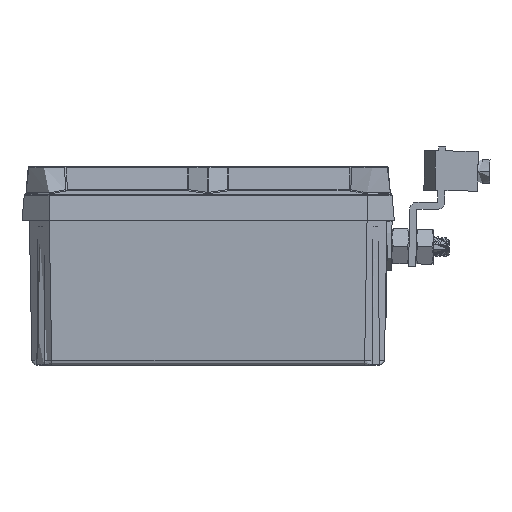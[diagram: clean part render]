
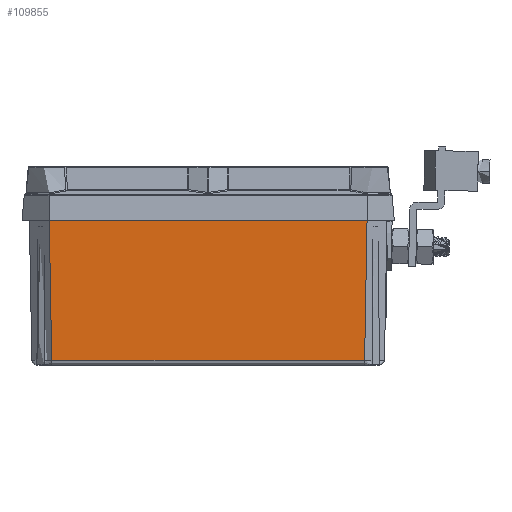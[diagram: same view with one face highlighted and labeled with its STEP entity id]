
A CAD part, left-side view. The second image highlights one B-rep face of the part: STEP entity #109855.
In plain terms, the highlighted planar face has unit normal (-1, 0, -0.018).
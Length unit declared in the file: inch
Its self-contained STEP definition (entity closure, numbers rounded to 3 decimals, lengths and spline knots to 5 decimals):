
#14308 = EDGE_LOOP ( 'NONE', ( #108415, #21699, #47937, #46584 ) ) ;
#17574 = VERTEX_POINT ( 'NONE', #200916 ) ;
#17914 = DIRECTION ( 'NONE',  ( -0.017, -0.017, 1. ) ) ;
#21699 = ORIENTED_EDGE ( 'NONE', *, *, #138441, .T. ) ;
#24465 = DIRECTION ( 'NONE',  ( -1., 0., -0.017 ) ) ;
#35398 = AXIS2_PLACEMENT_3D ( 'NONE', #124715, #24465, #248442 ) ;
#40525 = EDGE_CURVE ( 'NONE', #17574, #203786, #92280, .T. ) ;
#46584 = ORIENTED_EDGE ( 'NONE', *, *, #40525, .T. ) ;
#47937 = ORIENTED_EDGE ( 'NONE', *, *, #108817, .T. ) ;
#53712 = VECTOR ( 'NONE', #85935, 39.37008 ) ;
#62056 = VECTOR ( 'NONE', #83560, 39.37008 ) ;
#78715 = CARTESIAN_POINT ( 'NONE',  ( -0.03499, 0.21498, 2.00436 ) ) ;
#83560 = DIRECTION ( 'NONE',  ( 0.017, -0.017, -1. ) ) ;
#85375 = VERTEX_POINT ( 'NONE', #204491 ) ;
#85935 = DIRECTION ( 'NONE',  ( 0., 1., 0. ) ) ;
#86506 = CARTESIAN_POINT ( 'NONE',  ( -0.00107, 0., 0.06141 ) ) ;
#90955 = VECTOR ( 'NONE', #229958, 39.37008 ) ;
#92280 = LINE ( 'NONE', #206032, #53712 ) ;
#99786 = FACE_OUTER_BOUND ( 'NONE', #14308, .T. ) ;
#104099 = PLANE ( 'NONE',  #35398 ) ;
#108282 = CARTESIAN_POINT ( 'NONE',  ( -0.00107, 0.24889, 0.06141 ) ) ;
#108415 = ORIENTED_EDGE ( 'NONE', *, *, #255056, .T. ) ;
#108817 = EDGE_CURVE ( 'NONE', #159100, #17574, #225527, .T. ) ;
#109855 = ADVANCED_FACE ( 'NONE', ( #99786 ), #104099, .T. ) ;
#119521 = VECTOR ( 'NONE', #17914, 39.37008 ) ;
#124715 = CARTESIAN_POINT ( 'NONE',  ( 0., 0., 0. ) ) ;
#138441 = EDGE_CURVE ( 'NONE', #85375, #159100, #145513, .T. ) ;
#145513 = LINE ( 'NONE', #86506, #90955 ) ;
#155201 = CARTESIAN_POINT ( 'NONE',  ( -0.03491, 4.21995, 2. ) ) ;
#159100 = VERTEX_POINT ( 'NONE', #108282 ) ;
#200916 = CARTESIAN_POINT ( 'NONE',  ( -0.03491, 0.21505, 2. ) ) ;
#203786 = VERTEX_POINT ( 'NONE', #155201 ) ;
#204491 = CARTESIAN_POINT ( 'NONE',  ( -0.00107, 4.18611, 0.06141 ) ) ;
#206032 = CARTESIAN_POINT ( 'NONE',  ( -0.03491, 0., 2. ) ) ;
#206263 = CARTESIAN_POINT ( 'NONE',  ( -0.00008, 4.18511, 0.00436 ) ) ;
#225527 = LINE ( 'NONE', #78715, #119521 ) ;
#229958 = DIRECTION ( 'NONE',  ( 0., -1., 0. ) ) ;
#248442 = DIRECTION ( 'NONE',  ( -0.017, 0., 1. ) ) ;
#255056 = EDGE_CURVE ( 'NONE', #203786, #85375, #257790, .T. ) ;
#257790 = LINE ( 'NONE', #206263, #62056 ) ;
